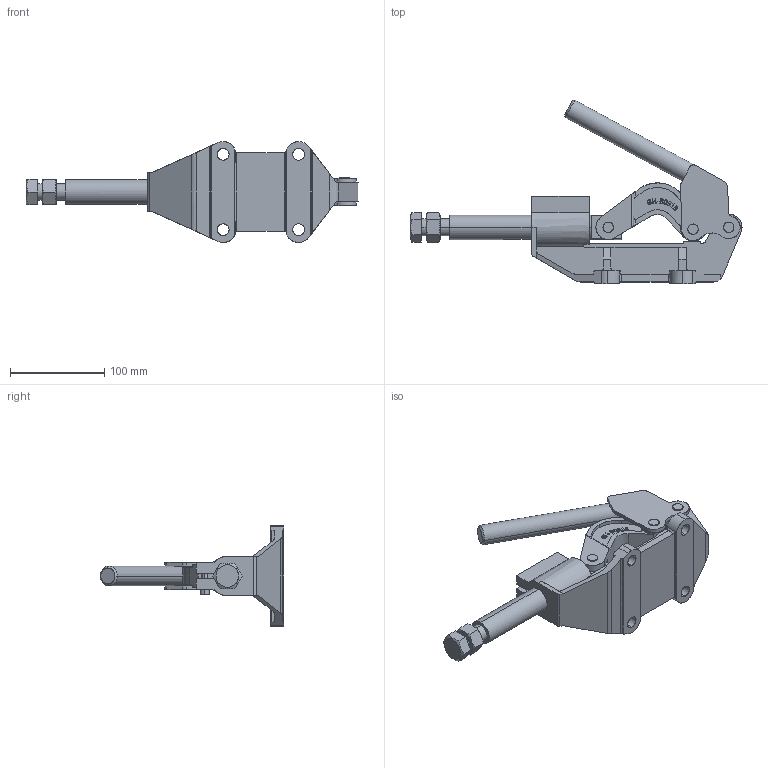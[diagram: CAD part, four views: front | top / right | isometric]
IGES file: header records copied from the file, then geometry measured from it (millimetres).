
Start section: SolidWorks IGES file using analytic representation for surfaces
Global section: file name: 7HGH-30513(簡化).IGS; native system: SolidWorks 2016; preprocessor: SolidWorks 2016; author: LinWei; date: 200706.160403; units: millimetre
Bounding box: 352.14 x 195 x 107 mm (x, y, z)
Surface area: 150681.7 mm2 (no closed solid volume)
Topology: 0 solids, 0 shells, 373 faces, 8251 edges, 8245 vertices
Faces by surface type: bspline 212, revolution 161
